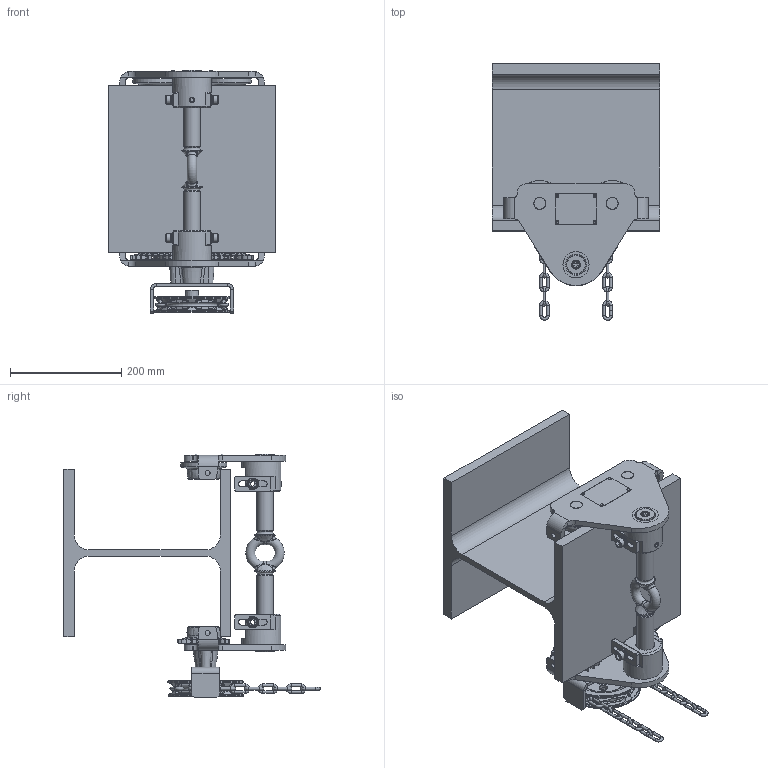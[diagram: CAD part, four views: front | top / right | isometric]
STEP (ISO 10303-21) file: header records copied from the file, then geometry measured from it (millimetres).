
FILE_DESCRIPTION (( 'STEP AP214' ), '1' );
FILE_NAME ('HTG-B 1,0t.STEP', '2018-02-20T11:50:45', ( '' ), ( '' ), 'SwSTEP 2.0', 'SolidWorks 2015', '' );
FILE_SCHEMA (( 'AUTOMOTIVE_DESIGN' ));
Length unit declared in the file: millimetre
Products named in the file (1): HTG-B 1,0t
Bounding box: 300 x 460.09 x 437.38 mm (x, y, z)
Surface area: 961876.6 mm2 (no closed solid volume)
Topology: 0 solids, 87 shells, 874 faces, 3085 edges, 2198 vertices
Faces by surface type: cylinder 360, plane 276, cone 79, torus 77, bspline 74, sphere 8
Full cylindrical faces by diameter (mm): 2 x2, 4 x1, 5 x47, 5.2 x2, 6 x1, 9 x4, 10 x1, 13 x1, 15 x6, 16 x4, 17 x4, 21 x4, 22 x4, 25 x1, 30 x2, 32 x4, 34 x10, 35 x2, 35.7 x4, 36 x2, 70 x2, 83 x2, 135 x1
Entity records: 50877 total; most frequent: CARTESIAN_POINT 16878, DIRECTION 4954, ORIENTED_EDGE 4438, EDGE_CURVE 2814, VERTEX_POINT 2161, AXIS2_PLACEMENT_3D 2008, EDGE_LOOP 1232, CIRCLE 1207
